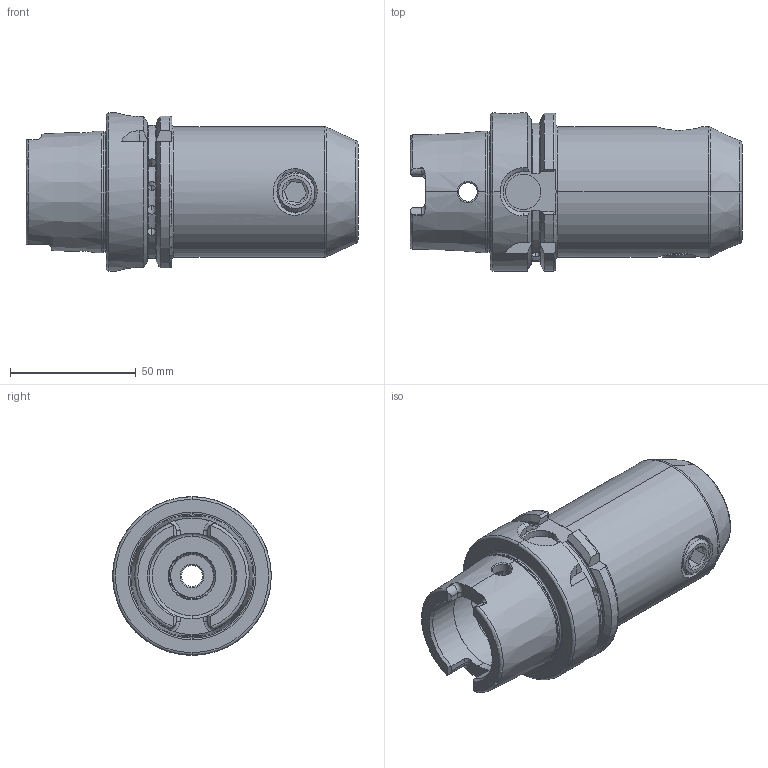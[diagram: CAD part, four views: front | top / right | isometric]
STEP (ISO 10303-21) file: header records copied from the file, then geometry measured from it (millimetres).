
FILE_DESCRIPTION (( 'STEP AP203' ), '1' );
FILE_NAME ('A63.04.20.1.K.STEP', '2016-09-05T05:25:29', ( '' ), ( '' ), 'SwSTEP 2.0', 'SolidWorks 2012', '' );
FILE_SCHEMA (( 'CONFIG_CONTROL_DESIGN' ));
Length unit declared in the file: millimetre
Products named in the file (3): A63.04.20.1.K; 側固16_M16x2_16L
Assembly tree (2 placements, depth 2):
  A63.04.20.1.K
    A63.04.20.1.K
    側固16_M16x2_16L
Bounding box: 132 x 63 x 63 mm (x, y, z)
Volume: 209013.2 mm3; surface area: 42309.5 mm2
Topology: 2 solids, 2 shells, 353 faces, 971 edges, 617 vertices
Faces by surface type: cylinder 133, plane 95, torus 52, cone 42, bspline 29, sphere 2
Entity records: 29546 total; most frequent: CARTESIAN_POINT 21104, ORIENTED_EDGE 1918, DIRECTION 1491, EDGE_CURVE 959, VERTEX_POINT 617, AXIS2_PLACEMENT_3D 604, EDGE_LOOP 368, ADVANCED_FACE 353
